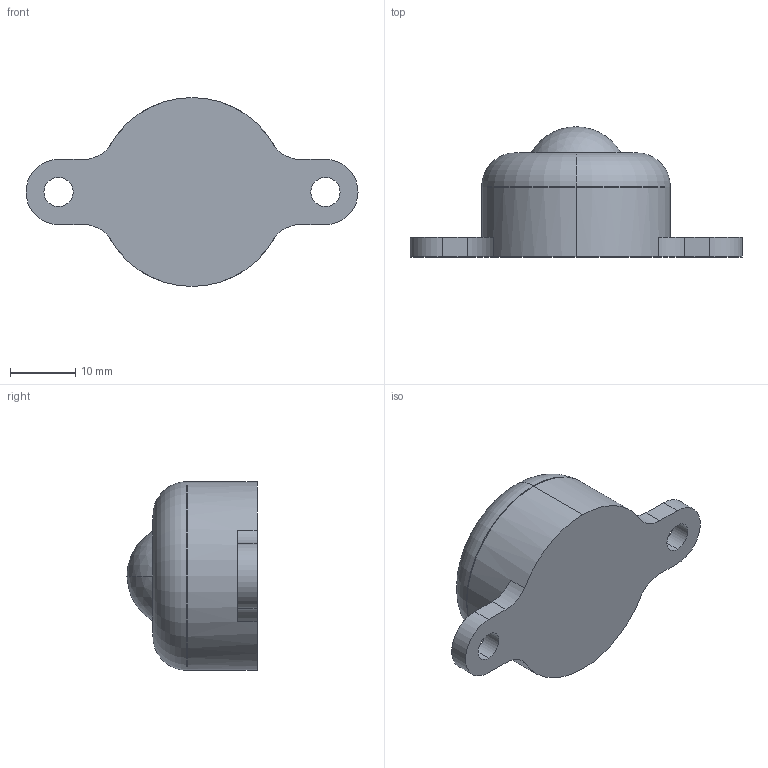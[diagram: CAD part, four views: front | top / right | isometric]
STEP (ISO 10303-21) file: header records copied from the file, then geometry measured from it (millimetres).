
FILE_DESCRIPTION (( 'STEP AP203' ), '1' );
FILE_NAME ('K-145-16W.STEP', '2009-08-10T04:30:29', ( '11sw' ), ( 'タキゲン製造株式会社' ), 'SwSTEP 2.0', 'SolidWorks 2007', '' );
FILE_SCHEMA (( 'CONFIG_CONTROL_DESIGN' ));
Length unit declared in the file: millimetre
Products named in the file (1): K-145-16W
Bounding box: 51 x 20 x 29 mm (x, y, z)
Volume: 10925.3 mm3; surface area: 3636.7 mm2
Topology: 1 solids, 1 shells, 28 faces, 70 edges, 47 vertices
Faces by surface type: cylinder 14, plane 10, torus 2, sphere 2
Entity records: 949 total; most frequent: DIRECTION 170, CARTESIAN_POINT 146, ORIENTED_EDGE 140, AXIS2_PLACEMENT_3D 71, EDGE_CURVE 70, VERTEX_POINT 47, CIRCLE 42, EDGE_LOOP 35
